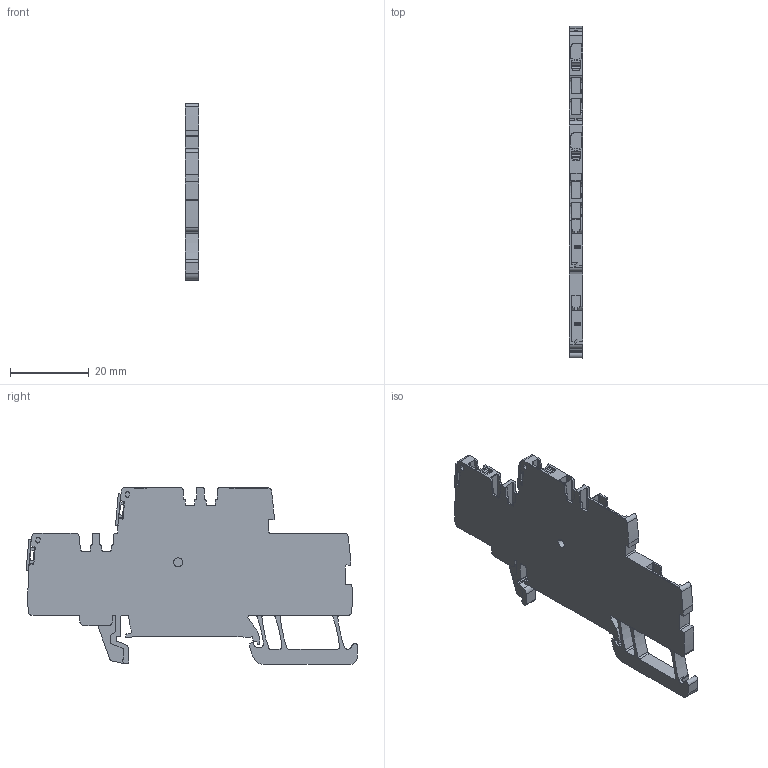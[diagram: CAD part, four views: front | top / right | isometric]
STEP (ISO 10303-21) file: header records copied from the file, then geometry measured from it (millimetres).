
FILE_DESCRIPTION(('CATIA V5R22 STEP214','CAx-IF Rec.Pracs.--- Model Styling and Organization---1.4--- 2014-01-23'),'2;1');
FILE_NAME ('1135724-1_1', '2019-07-05T12:05:02+00:00', ('Weidmueller Interface'), ('Weidmueller'), 'CATIA Version 5-6 Release 2016 SP3 HF44', 'CATIA V5 STEP AP214', 'none');
FILE_SCHEMA(('AUTOMOTIVE_DESIGN { 1 0 10303 214 1 1 1 1 }'));
Length unit declared in the file: millimetre
Products named in the file (1): 2675780000_APGTB_1-5_2T_4C-2_DL_BL
Bounding box: 3.5 x 84.33 x 44.95 mm (x, y, z)
Volume: 7291.4 mm3; surface area: 8835.9 mm2
Topology: 7 solids, 7 shells, 940 faces, 2651 edges, 1728 vertices
Faces by surface type: plane 489, cylinder 399, extrusion 24, torus 12, sphere 8, bspline 8
Entity records: 30065 total; most frequent: CARTESIAN_POINT 6837, ORIENTED_EDGE 5290, DIRECTION 3895, EDGE_CURVE 2645, VECTOR 1771, LINE 1747, VERTEX_POINT 1728, AXIS2_PLACEMENT_3D 1407
